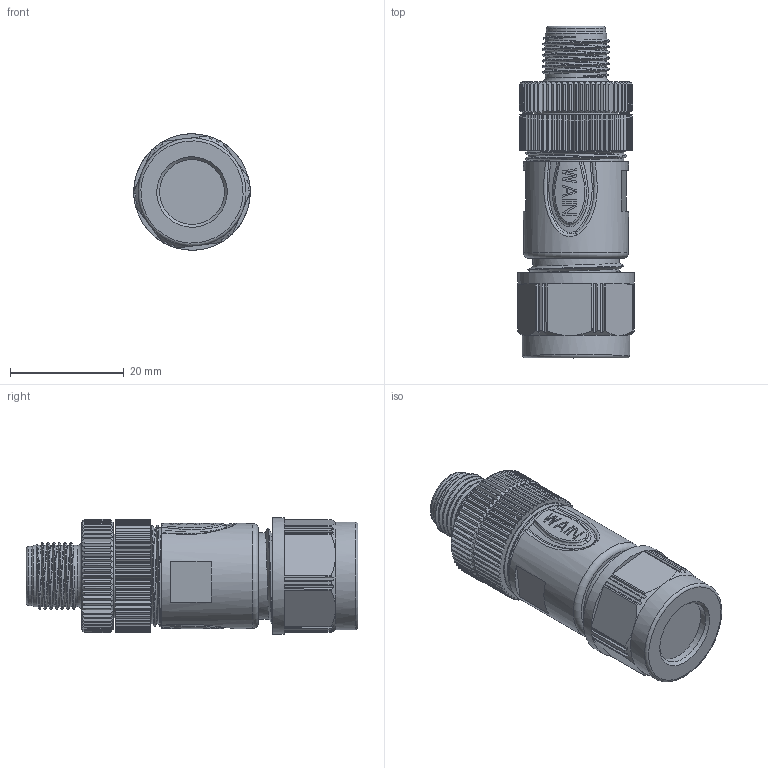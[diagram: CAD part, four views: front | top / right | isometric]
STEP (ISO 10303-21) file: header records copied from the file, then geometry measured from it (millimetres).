
FILE_DESCRIPTION(/* description */ (''),/* implementation_level */ '2;1');
FILE_NAME(/* name */ '3D_1630054113003_M12-M05A-T-D10_V1.1_stp.stp',/* time_stamp */ '2024-01-30T13:11:10+08:00',/* author */ (''),/* organization */ (''),/* preprocessor_version */ 'ST-DEVELOPER v18.1',/* originating_system */ 'SIEMENS PLM Software NX 1980',/* authorisation */ '');
FILE_SCHEMA (('CONFIG_CONTROL_DESIGN'));
Length unit declared in the file: millimetre
Products named in the file (1): 3D_1630054113003_M12-M05A-T-D10_V1.1_stp
Bounding box: 20.5 x 58.4 x 20.48 mm (x, y, z)
Volume: 13784.8 mm3; surface area: 5557.7 mm2
Topology: 1 solids, 6 shells, 939 faces, 2468 edges, 1566 vertices
Faces by surface type: plane 444, cylinder 295, cone 149, bspline 27, torus 17, sphere 5, extrusion 2
Full cylindrical faces by diameter (mm): 0.078 x1, 1 x5, 10.4 x1, 10.82 x7, 11.4 x1, 14.694 x1, 15.3 x1, 18.5 x1, 19 x1, 20.5 x1
Entity records: 35835 total; most frequent: CARTESIAN_POINT 14472, ORIENTED_EDGE 4780, DIRECTION 3934, EDGE_CURVE 2390, VERTEX_POINT 1528, AXIS2_PLACEMENT_3D 1466, VECTOR 1002, LINE 1000
